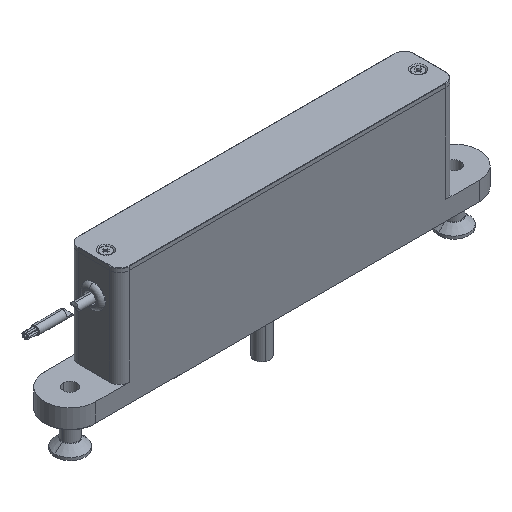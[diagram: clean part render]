
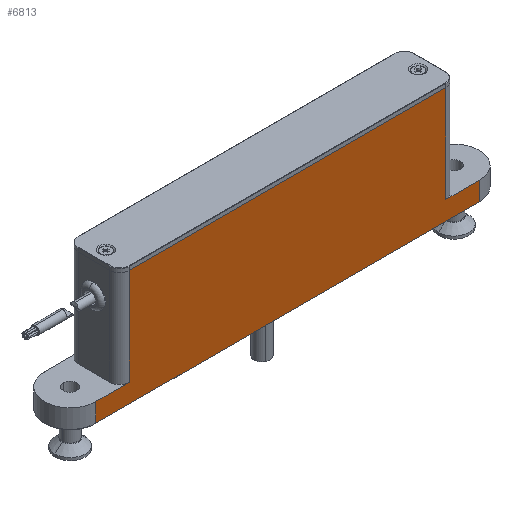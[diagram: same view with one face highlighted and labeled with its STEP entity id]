
A CAD part, isometric view. The second image highlights one B-rep face of the part: STEP entity #6813.
In plain terms, the highlighted face is planar.
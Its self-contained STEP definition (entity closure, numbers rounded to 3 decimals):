
#623 = CARTESIAN_POINT ( 'NONE',  ( 97., -10., -13. ) ) ;
#1183 = FACE_OUTER_BOUND ( 'NONE', #6181, .T. ) ;
#1279 = EDGE_CURVE ( 'NONE', #4020, #3858, #8333, .T. ) ;
#1348 = VECTOR ( 'NONE', #9484, 1000. ) ;
#1575 = ORIENTED_EDGE ( 'NONE', *, *, #9636, .T. ) ;
#1591 = EDGE_CURVE ( 'NONE', #5280, #5794, #2915, .T. ) ;
#1732 = VERTEX_POINT ( 'NONE', #3785 ) ;
#1829 = VECTOR ( 'NONE', #8999, 1000. ) ;
#2131 = DIRECTION ( 'NONE',  ( 0., -1., 0. ) ) ;
#2151 = CARTESIAN_POINT ( 'NONE',  ( -97., -10., -13. ) ) ;
#2268 = CARTESIAN_POINT ( 'NONE',  ( 80., -10., -13. ) ) ;
#2622 = EDGE_CURVE ( 'NONE', #9672, #3173, #6364, .T. ) ;
#2664 = DIRECTION ( 'NONE',  ( 0., 1., 0. ) ) ;
#2676 = CARTESIAN_POINT ( 'NONE',  ( -80., -59., -13. ) ) ;
#2746 = LINE ( 'NONE', #8299, #9693 ) ;
#2887 = DIRECTION ( 'NONE',  ( 1., 0., 0. ) ) ;
#2915 = LINE ( 'NONE', #2151, #6860 ) ;
#3173 = VERTEX_POINT ( 'NONE', #2268 ) ;
#3282 = CARTESIAN_POINT ( 'NONE',  ( -97., -10., -13. ) ) ;
#3514 = PLANE ( 'NONE',  #7443 ) ;
#3623 = CARTESIAN_POINT ( 'NONE',  ( 80., -59., -13. ) ) ;
#3785 = CARTESIAN_POINT ( 'NONE',  ( 97., -0.5, -13. ) ) ;
#3858 = VERTEX_POINT ( 'NONE', #3623 ) ;
#4020 = VERTEX_POINT ( 'NONE', #2676 ) ;
#4166 = VECTOR ( 'NONE', #2664, 1000. ) ;
#4175 = VECTOR ( 'NONE', #6814, 1000. ) ;
#4299 = LINE ( 'NONE', #4398, #4175 ) ;
#4398 = CARTESIAN_POINT ( 'NONE',  ( -97., -0.5, -13. ) ) ;
#4456 = ORIENTED_EDGE ( 'NONE', *, *, #6798, .T. ) ;
#4496 = ORIENTED_EDGE ( 'NONE', *, *, #9270, .T. ) ;
#4652 = ORIENTED_EDGE ( 'NONE', *, *, #2622, .T. ) ;
#5044 = CARTESIAN_POINT ( 'NONE',  ( -97., -0.5, -13. ) ) ;
#5125 = DIRECTION ( 'NONE',  ( 0., 1., 0. ) ) ;
#5132 = CARTESIAN_POINT ( 'NONE',  ( -80., -10., -13. ) ) ;
#5280 = VERTEX_POINT ( 'NONE', #5132 ) ;
#5794 = VERTEX_POINT ( 'NONE', #7790 ) ;
#5882 = LINE ( 'NONE', #623, #1829 ) ;
#5992 = DIRECTION ( 'NONE',  ( -1., 0., 0. ) ) ;
#6181 = EDGE_LOOP ( 'NONE', ( #4496, #1575, #8113, #4652, #6497, #9395, #4456, #9849 ) ) ;
#6364 = LINE ( 'NONE', #9441, #1348 ) ;
#6497 = ORIENTED_EDGE ( 'NONE', *, *, #8925, .T. ) ;
#6582 = CARTESIAN_POINT ( 'NONE',  ( -97., -10., -13. ) ) ;
#6798 = EDGE_CURVE ( 'NONE', #4020, #5280, #2746, .T. ) ;
#6813 = ADVANCED_FACE ( 'NONE', ( #1183 ), #3514, .T. ) ;
#6814 = DIRECTION ( 'NONE',  ( 1., 0., 0. ) ) ;
#6860 = VECTOR ( 'NONE', #5992, 1000. ) ;
#7155 = LINE ( 'NONE', #3282, #4166 ) ;
#7443 = AXIS2_PLACEMENT_3D ( 'NONE', #6582, #9803, #8840 ) ;
#7638 = CARTESIAN_POINT ( 'NONE',  ( 80., -59., -13. ) ) ;
#7790 = CARTESIAN_POINT ( 'NONE',  ( -97., -10., -13. ) ) ;
#7812 = EDGE_CURVE ( 'NONE', #9672, #1732, #5882, .T. ) ;
#8113 = ORIENTED_EDGE ( 'NONE', *, *, #7812, .F. ) ;
#8180 = CARTESIAN_POINT ( 'NONE',  ( 97., -10., -13. ) ) ;
#8290 = LINE ( 'NONE', #7638, #9481 ) ;
#8299 = CARTESIAN_POINT ( 'NONE',  ( -80., -10., -13. ) ) ;
#8333 = LINE ( 'NONE', #9837, #9400 ) ;
#8840 = DIRECTION ( 'NONE',  ( -1., 0., 0. ) ) ;
#8925 = EDGE_CURVE ( 'NONE', #3173, #3858, #8290, .T. ) ;
#8999 = DIRECTION ( 'NONE',  ( 0., 1., 0. ) ) ;
#9270 = EDGE_CURVE ( 'NONE', #5794, #9428, #7155, .T. ) ;
#9395 = ORIENTED_EDGE ( 'NONE', *, *, #1279, .F. ) ;
#9400 = VECTOR ( 'NONE', #2887, 1000. ) ;
#9428 = VERTEX_POINT ( 'NONE', #5044 ) ;
#9441 = CARTESIAN_POINT ( 'NONE',  ( -97., -10., -13. ) ) ;
#9481 = VECTOR ( 'NONE', #2131, 1000. ) ;
#9484 = DIRECTION ( 'NONE',  ( -1., 0., 0. ) ) ;
#9636 = EDGE_CURVE ( 'NONE', #9428, #1732, #4299, .T. ) ;
#9672 = VERTEX_POINT ( 'NONE', #8180 ) ;
#9693 = VECTOR ( 'NONE', #5125, 1000. ) ;
#9803 = DIRECTION ( 'NONE',  ( 0., 0., -1. ) ) ;
#9837 = CARTESIAN_POINT ( 'NONE',  ( -85., -59., -13. ) ) ;
#9849 = ORIENTED_EDGE ( 'NONE', *, *, #1591, .T. ) ;
